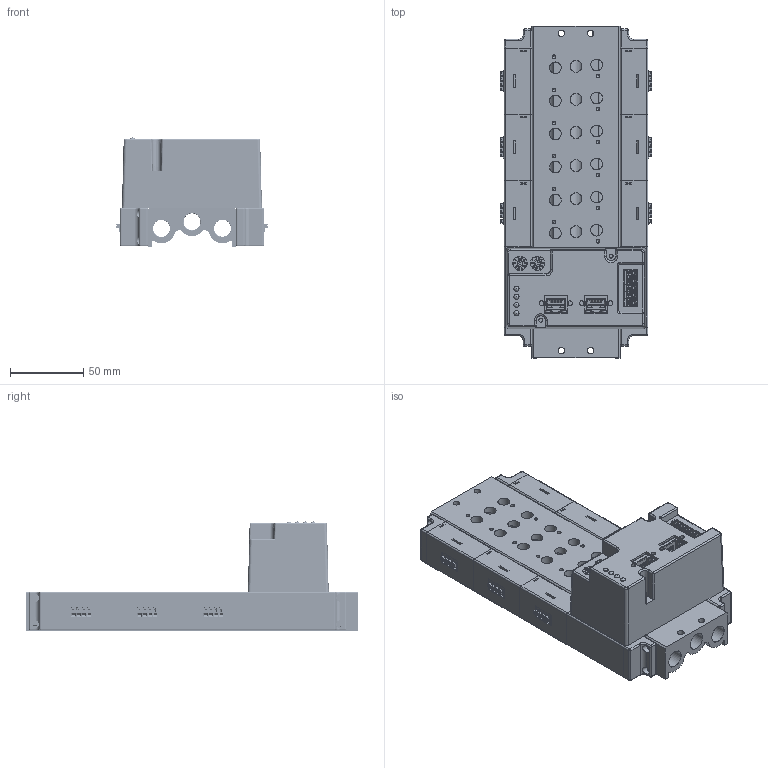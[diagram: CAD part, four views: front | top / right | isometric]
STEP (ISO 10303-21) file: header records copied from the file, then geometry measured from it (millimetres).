
FILE_DESCRIPTION(/* description */ (''),/* implementation_level */ '2;1');
FILE_NAME(/* name */ '5V1-6.stp',/* time_stamp */ '2025-08-15T10:42:37+08:00',/* author */ (''),/* organization */ (''),/* preprocessor_version */ 'ST-DEVELOPER v14',/* originating_system */ 'SIEMENS PLM Software NX 8.0',/* authorisation */ '');
FILE_SCHEMA (('AP203_CONFIGURATION_CONTROLLED_3D_DESIGN_OF_MECHANICAL_PARTS_AND_ASSEMBLIES_MIM_LF { 1 0 10303 403 2 1 2}'));
Products named in the file (1): DELL27A831AB0fho
Bounding box: 103 x 226 x 74.28 mm (x, y, z)
Volume: 629411.4 mm3; surface area: 169243.6 mm2
Topology: 7 solids, 19 shells, 9338 faces, 27065 edges, 17396 vertices
Faces by surface type: plane 6975, cylinder 1657, extrusion 189, sphere 164, cone 132, bspline 126, torus 95
Full cylindrical faces by diameter (mm): 0.45 x62, 2.5 x14, 2.7 x2, 3 x10, 3.2 x8, 3.221 x4, 3.3 x6, 3.5 x4, 4 x2, 4.5 x4, 5.5 x4, 8 x18, 9.6 x2, 9.8 x2, 11.5 x5, 11.8 x6
Entity records: 313088 total; most frequent: CARTESIAN_POINT 69897, ORIENTED_EDGE 52738, DIRECTION 47377, EDGE_CURVE 26369, VECTOR 20999, LINE 20810, VERTEX_POINT 17111, AXIS2_PLACEMENT_3D 13189
